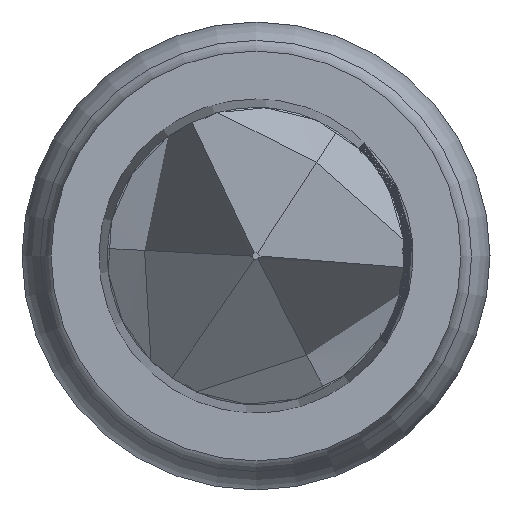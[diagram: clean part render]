
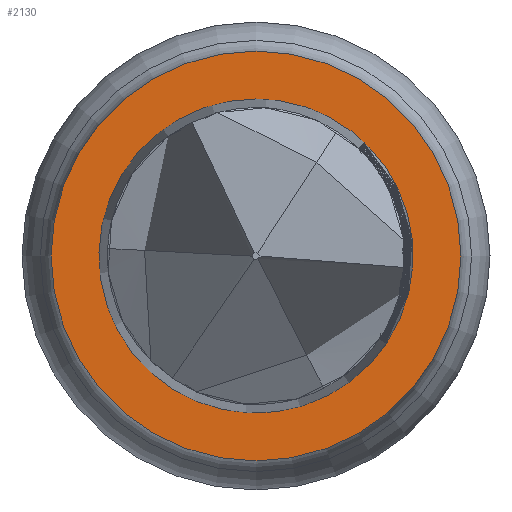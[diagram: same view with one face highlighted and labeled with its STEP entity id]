
A CAD part, left-side view. The second image highlights one B-rep face of the part: STEP entity #2130.
In plain terms, the highlighted planar face has unit normal (-1, 0, 0).
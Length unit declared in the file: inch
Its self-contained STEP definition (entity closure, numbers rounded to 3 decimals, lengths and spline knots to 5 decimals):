
#383 = DIRECTION ( 'NONE',  ( 1., 0., 0. ) ) ;
#423 = AXIS2_PLACEMENT_3D ( 'NONE', #1886, #383, #2526 ) ;
#535 = VERTEX_POINT ( 'NONE', #2659 ) ;
#550 = VERTEX_POINT ( 'NONE', #918 ) ;
#620 = FACE_OUTER_BOUND ( 'NONE', #1986, .T. ) ;
#784 = PLANE ( 'NONE',  #2141 ) ;
#837 = FACE_BOUND ( 'NONE', #983, .T. ) ;
#865 = DIRECTION ( 'NONE',  ( -1., 0., 0. ) ) ;
#918 = CARTESIAN_POINT ( 'NONE',  ( 0., 0., -0.0176 ) ) ;
#970 = CIRCLE ( 'NONE', #1558, 0.01349 ) ;
#983 = EDGE_LOOP ( 'NONE', ( #2051 ) ) ;
#1318 = CARTESIAN_POINT ( 'NONE',  ( 0., 0.0165, 0. ) ) ;
#1472 = DIRECTION ( 'NONE',  ( 0., 0., 1. ) ) ;
#1507 = DIRECTION ( 'NONE',  ( 0., 0., 1. ) ) ;
#1558 = AXIS2_PLACEMENT_3D ( 'NONE', #2121, #2080, #1472 ) ;
#1834 = ORIENTED_EDGE ( 'NONE', *, *, #2291, .F. ) ;
#1886 = CARTESIAN_POINT ( 'NONE',  ( 0., 0., 0. ) ) ;
#1986 = EDGE_LOOP ( 'NONE', ( #1834 ) ) ;
#2051 = ORIENTED_EDGE ( 'NONE', *, *, #2598, .F. ) ;
#2080 = DIRECTION ( 'NONE',  ( -1., 0., 0. ) ) ;
#2121 = CARTESIAN_POINT ( 'NONE',  ( 0., 0., 0. ) ) ;
#2130 = ADVANCED_FACE ( 'NONE', ( #837, #620 ), #784, .T. ) ;
#2141 = AXIS2_PLACEMENT_3D ( 'NONE', #1318, #865, #1507 ) ;
#2188 = CIRCLE ( 'NONE', #423, 0.0176 ) ;
#2291 = EDGE_CURVE ( 'NONE', #550, #550, #2188, .T. ) ;
#2526 = DIRECTION ( 'NONE',  ( 0., 0., -1. ) ) ;
#2598 = EDGE_CURVE ( 'NONE', #535, #535, #970, .T. ) ;
#2659 = CARTESIAN_POINT ( 'NONE',  ( 0., 0., 0.01349 ) ) ;
